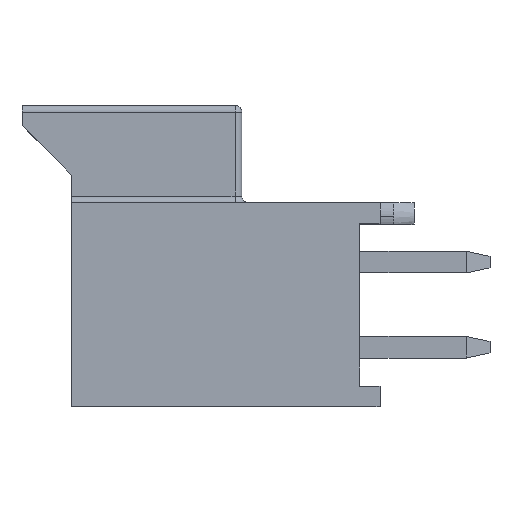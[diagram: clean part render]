
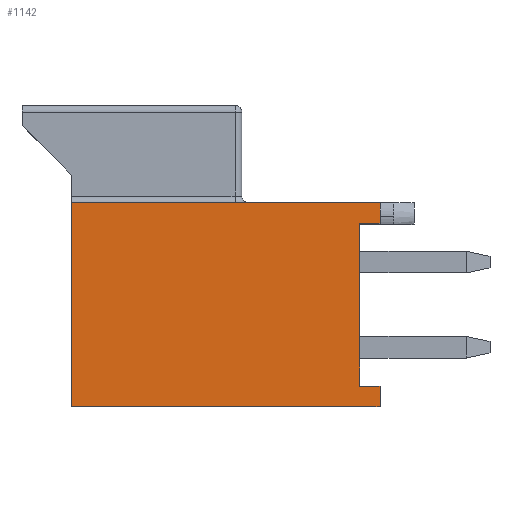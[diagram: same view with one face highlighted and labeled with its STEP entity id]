
A CAD part, left-side view. The second image highlights one B-rep face of the part: STEP entity #1142.
In plain terms, the highlighted planar face has unit normal (-1, 0, 0).
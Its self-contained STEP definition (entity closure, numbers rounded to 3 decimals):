
#39 = CARTESIAN_POINT ( 'NONE',  ( 79.06, -0.6, -3.46 ) ) ;
#189 = VECTOR ( 'NONE', #11999, 1000. ) ;
#365 = EDGE_CURVE ( 'NONE', #5537, #4670, #6914, .T. ) ;
#417 = DIRECTION ( 'NONE',  ( 0., 1., 0. ) ) ;
#538 = CARTESIAN_POINT ( 'NONE',  ( 79.06, 0., -3.46 ) ) ;
#888 = VERTEX_POINT ( 'NONE', #9168 ) ;
#912 = EDGE_CURVE ( 'NONE', #13280, #5678, #7566, .T. ) ;
#1142 = ADVANCED_FACE ( 'NONE', ( #10900 ), #3089, .F. ) ;
#1247 = DIRECTION ( 'NONE',  ( 0., 0., -1. ) ) ;
#1611 = LINE ( 'NONE', #13447, #7046 ) ;
#1753 = CARTESIAN_POINT ( 'NONE',  ( 79.06, -0.6, -8.24 ) ) ;
#1971 = CARTESIAN_POINT ( 'NONE',  ( 79.06, -0.6, -2.86 ) ) ;
#2038 = DIRECTION ( 'NONE',  ( 0., 0., -1. ) ) ;
#2049 = CARTESIAN_POINT ( 'NONE',  ( 79.06, 3.929, -5.85 ) ) ;
#2709 = DIRECTION ( 'NONE',  ( 0., 0., -1. ) ) ;
#2799 = VECTOR ( 'NONE', #5465, 1000. ) ;
#2987 = VECTOR ( 'NONE', #2038, 1000. ) ;
#3036 = LINE ( 'NONE', #9820, #189 ) ;
#3089 = PLANE ( 'NONE',  #3531 ) ;
#3098 = CARTESIAN_POINT ( 'NONE',  ( 79.06, -0.6, -8.84 ) ) ;
#3134 = DIRECTION ( 'NONE',  ( 0., 0., -1. ) ) ;
#3531 = AXIS2_PLACEMENT_3D ( 'NONE', #2049, #9641, #3134 ) ;
#3640 = VERTEX_POINT ( 'NONE', #39 ) ;
#3779 = VECTOR ( 'NONE', #1247, 1000. ) ;
#4114 = ORIENTED_EDGE ( 'NONE', *, *, #6233, .F. ) ;
#4447 = CARTESIAN_POINT ( 'NONE',  ( 79.06, 8.458, -2.86 ) ) ;
#4670 = VERTEX_POINT ( 'NONE', #3098 ) ;
#4704 = VECTOR ( 'NONE', #2709, 1000. ) ;
#4880 = LINE ( 'NONE', #6356, #9265 ) ;
#4917 = EDGE_LOOP ( 'NONE', ( #10962, #6583, #10890, #8516, #11800, #10222, #4114, #6592 ) ) ;
#5243 = DIRECTION ( 'NONE',  ( 0., -1., 0. ) ) ;
#5465 = DIRECTION ( 'NONE',  ( 0., -1., 0. ) ) ;
#5537 = VERTEX_POINT ( 'NONE', #1753 ) ;
#5678 = VERTEX_POINT ( 'NONE', #9791 ) ;
#5726 = LINE ( 'NONE', #9748, #2799 ) ;
#6233 = EDGE_CURVE ( 'NONE', #11890, #3640, #3036, .T. ) ;
#6356 = CARTESIAN_POINT ( 'NONE',  ( 79.06, 0., -8.24 ) ) ;
#6538 = CARTESIAN_POINT ( 'NONE',  ( 79.06, 8.458, -2.86 ) ) ;
#6583 = ORIENTED_EDGE ( 'NONE', *, *, #12072, .T. ) ;
#6592 = ORIENTED_EDGE ( 'NONE', *, *, #7962, .T. ) ;
#6914 = LINE ( 'NONE', #7441, #2987 ) ;
#7015 = LINE ( 'NONE', #13689, #9564 ) ;
#7046 = VECTOR ( 'NONE', #417, 1000. ) ;
#7441 = CARTESIAN_POINT ( 'NONE',  ( 79.06, -0.6, -8.24 ) ) ;
#7566 = LINE ( 'NONE', #538, #4704 ) ;
#7962 = EDGE_CURVE ( 'NONE', #11890, #9726, #7015, .T. ) ;
#8516 = ORIENTED_EDGE ( 'NONE', *, *, #13889, .F. ) ;
#9168 = CARTESIAN_POINT ( 'NONE',  ( 79.06, 8.458, -8.84 ) ) ;
#9265 = VECTOR ( 'NONE', #5243, 1000. ) ;
#9381 = DIRECTION ( 'NONE',  ( 0., 1., 0. ) ) ;
#9564 = VECTOR ( 'NONE', #9381, 1000. ) ;
#9641 = DIRECTION ( 'NONE',  ( 1., 0., 0. ) ) ;
#9726 = VERTEX_POINT ( 'NONE', #6538 ) ;
#9748 = CARTESIAN_POINT ( 'NONE',  ( 79.06, 8.458, -8.84 ) ) ;
#9791 = CARTESIAN_POINT ( 'NONE',  ( 79.06, 0., -8.24 ) ) ;
#9820 = CARTESIAN_POINT ( 'NONE',  ( 79.06, -0.6, -2.86 ) ) ;
#10222 = ORIENTED_EDGE ( 'NONE', *, *, #12187, .F. ) ;
#10890 = ORIENTED_EDGE ( 'NONE', *, *, #365, .F. ) ;
#10900 = FACE_OUTER_BOUND ( 'NONE', #4917, .T. ) ;
#10962 = ORIENTED_EDGE ( 'NONE', *, *, #11171, .T. ) ;
#11171 = EDGE_CURVE ( 'NONE', #9726, #888, #12431, .T. ) ;
#11587 = CARTESIAN_POINT ( 'NONE',  ( 79.06, 0., -3.46 ) ) ;
#11800 = ORIENTED_EDGE ( 'NONE', *, *, #912, .F. ) ;
#11890 = VERTEX_POINT ( 'NONE', #1971 ) ;
#11999 = DIRECTION ( 'NONE',  ( 0., 0., -1. ) ) ;
#12072 = EDGE_CURVE ( 'NONE', #888, #4670, #5726, .T. ) ;
#12187 = EDGE_CURVE ( 'NONE', #3640, #13280, #1611, .T. ) ;
#12431 = LINE ( 'NONE', #4447, #3779 ) ;
#13280 = VERTEX_POINT ( 'NONE', #11587 ) ;
#13447 = CARTESIAN_POINT ( 'NONE',  ( 79.06, -0.6, -3.46 ) ) ;
#13689 = CARTESIAN_POINT ( 'NONE',  ( 79.06, -0.6, -2.86 ) ) ;
#13889 = EDGE_CURVE ( 'NONE', #5678, #5537, #4880, .T. ) ;
